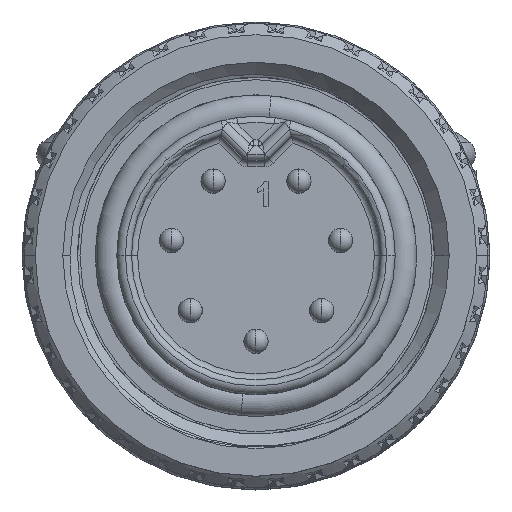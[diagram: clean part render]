
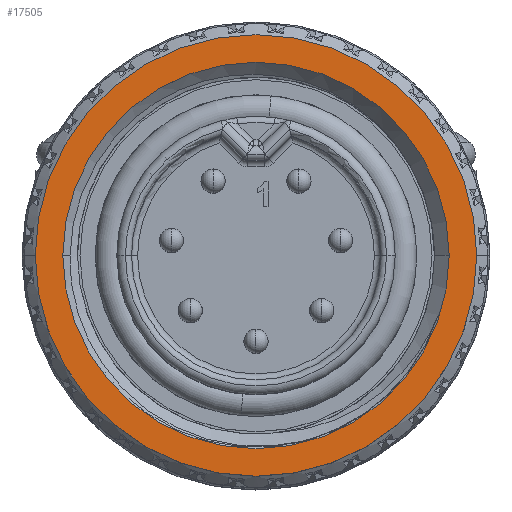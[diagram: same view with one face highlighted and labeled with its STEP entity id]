
A CAD part, top view. The second image highlights one B-rep face of the part: STEP entity #17505.
In plain terms, the highlighted planar face has unit normal (0, 0, 1).
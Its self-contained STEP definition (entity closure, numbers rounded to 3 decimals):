
#926 = VERTEX_POINT ( 'NONE', #10204 ) ;
#984 = DIRECTION ( 'NONE',  ( -1., 0., 0. ) ) ;
#1468 = DIRECTION ( 'NONE',  ( -1., 0., 0. ) ) ;
#10204 = CARTESIAN_POINT ( 'NONE',  ( 9.144, 0., 52.883 ) ) ;
#10579 = AXIS2_PLACEMENT_3D ( 'NONE', #40068, #41658, #49712 ) ;
#10614 = CARTESIAN_POINT ( 'NONE',  ( 0., -8.001, 52.883 ) ) ;
#12723 = VERTEX_POINT ( 'NONE', #12852 ) ;
#12852 = CARTESIAN_POINT ( 'NONE',  ( -8.001, 0., 52.883 ) ) ;
#15948 = ORIENTED_EDGE ( 'NONE', *, *, #23392, .T. ) ;
#17505 = ADVANCED_FACE ( 'NONE', ( #43460, #84395 ), #75237, .T. ) ;
#18239 = CIRCLE ( 'NONE', #20010, 9.144 ) ;
#19327 = DIRECTION ( 'NONE',  ( -1., 0., 0. ) ) ;
#20010 = AXIS2_PLACEMENT_3D ( 'NONE', #31068, #21399, #55300 ) ;
#21399 = DIRECTION ( 'NONE',  ( 0., 0., 1. ) ) ;
#23392 = EDGE_CURVE ( 'NONE', #926, #56978, #103382, .T. ) ;
#26311 = DIRECTION ( 'NONE',  ( 0., 0., 1. ) ) ;
#31068 = CARTESIAN_POINT ( 'NONE',  ( 0., 0., 52.883 ) ) ;
#33770 = CARTESIAN_POINT ( 'NONE',  ( -9.144, 0., 52.883 ) ) ;
#34624 = CIRCLE ( 'NONE', #67246, 8.001 ) ;
#34942 = CARTESIAN_POINT ( 'NONE',  ( 0., 0., 52.883 ) ) ;
#35409 = DIRECTION ( 'NONE',  ( 0., 0., 1. ) ) ;
#36546 = DIRECTION ( 'NONE',  ( 0., 0., 1. ) ) ;
#40068 = CARTESIAN_POINT ( 'NONE',  ( 0., 0., 52.883 ) ) ;
#41658 = DIRECTION ( 'NONE',  ( 0., 0., 1. ) ) ;
#42496 = CARTESIAN_POINT ( 'NONE',  ( 8.001, 0., 52.883 ) ) ;
#43460 = FACE_OUTER_BOUND ( 'NONE', #60880, .T. ) ;
#49712 = DIRECTION ( 'NONE',  ( -1., 0., 0. ) ) ;
#54874 = AXIS2_PLACEMENT_3D ( 'NONE', #34942, #26311, #984 ) ;
#54951 = ORIENTED_EDGE ( 'NONE', *, *, #97364, .F. ) ;
#55158 = EDGE_CURVE ( 'NONE', #56978, #926, #18239, .T. ) ;
#55300 = DIRECTION ( 'NONE',  ( -1., 0., 0. ) ) ;
#56978 = VERTEX_POINT ( 'NONE', #33770 ) ;
#60880 = EDGE_LOOP ( 'NONE', ( #74684, #15948 ) ) ;
#67246 = AXIS2_PLACEMENT_3D ( 'NONE', #83400, #36546, #19327 ) ;
#74276 = EDGE_CURVE ( 'NONE', #12723, #90055, #87554, .T. ) ;
#74684 = ORIENTED_EDGE ( 'NONE', *, *, #55158, .T. ) ;
#75237 = PLANE ( 'NONE',  #97690 ) ;
#81149 = ORIENTED_EDGE ( 'NONE', *, *, #74276, .F. ) ;
#83400 = CARTESIAN_POINT ( 'NONE',  ( 0., 0., 52.883 ) ) ;
#84395 = FACE_BOUND ( 'NONE', #101490, .T. ) ;
#87554 = CIRCLE ( 'NONE', #54874, 8.001 ) ;
#90055 = VERTEX_POINT ( 'NONE', #42496 ) ;
#97364 = EDGE_CURVE ( 'NONE', #90055, #12723, #34624, .T. ) ;
#97690 = AXIS2_PLACEMENT_3D ( 'NONE', #10614, #35409, #1468 ) ;
#101490 = EDGE_LOOP ( 'NONE', ( #81149, #54951 ) ) ;
#103382 = CIRCLE ( 'NONE', #10579, 9.144 ) ;
